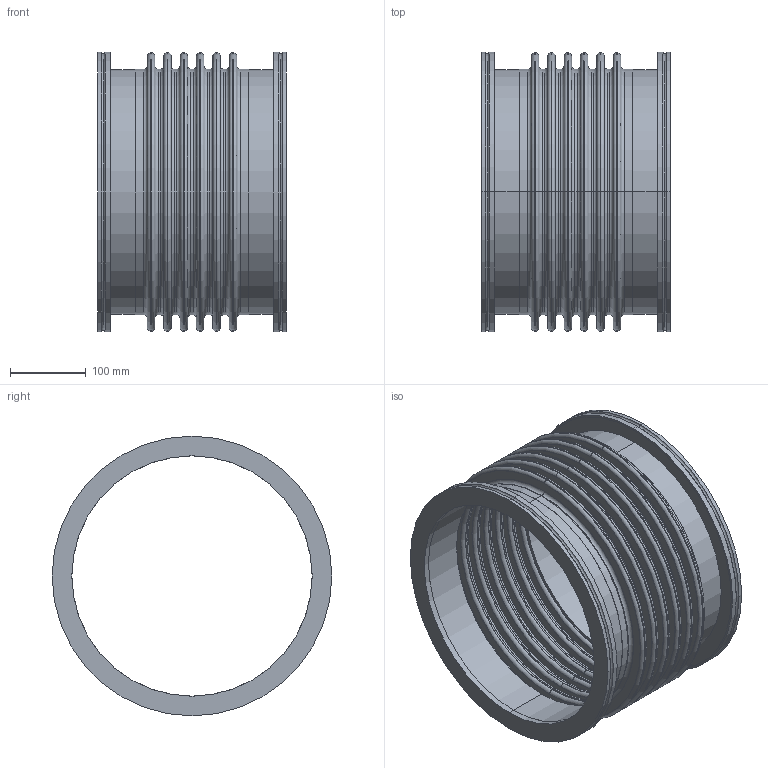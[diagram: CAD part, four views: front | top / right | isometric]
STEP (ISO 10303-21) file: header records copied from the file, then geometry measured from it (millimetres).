
FILE_DESCRIPTION (( 'STEP AP214' ), '1' );
FILE_NAME ('320SFK320-250.stp', '2017-06-02T09:07:58', ( '' ), ( '' ), 'SwSTEP 2.0', 'SolidWorks 2015', '' );
FILE_SCHEMA (( 'AUTOMOTIVE_DESIGN' ));
Length unit declared in the file: millimetre
Products named in the file (1): 320SFK320-250
Bounding box: 250 x 370 x 370 mm (x, y, z)
Volume: 1283263.5 mm3; surface area: 1148685.9 mm2
Topology: 1 solids, 1 shells, 222 faces, 444 edges, 260 vertices
Faces by surface type: torus 104, cylinder 80, plane 38
Entity records: 8328 total; most frequent: DIRECTION 1254, CARTESIAN_POINT 927, ORIENTED_EDGE 888, AXIS2_PLACEMENT_3D 587, EDGE_CURVE 444, CIRCLE 364, EDGE_LOOP 260, VERTEX_POINT 260
